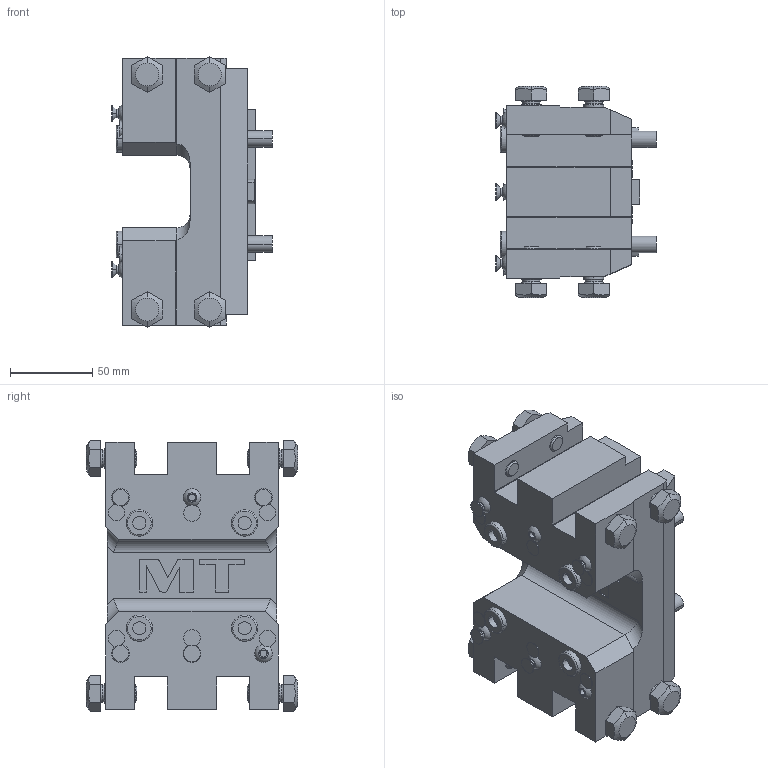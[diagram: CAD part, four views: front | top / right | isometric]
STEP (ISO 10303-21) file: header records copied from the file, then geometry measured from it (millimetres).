
FILE_DESCRIPTION((''),'2;1');
FILE_NAME('0762000_CONF','2023-03-28T08:26:12',('smalpassi'),('M.T. srl'),'CREO PARAMETRIC BY PTC INC, 2021072','CREO PARAMETRIC BY PTC INC, 2021072','');
FILE_SCHEMA(('CONFIG_CONTROL_DESIGN'));
Length unit declared in the file: millimetre
Products named in the file (1): 0762000_CONF
Bounding box: 97.6 x 128.6 x 164.94 mm (x, y, z)
Volume: 980760.2 mm3; surface area: 100108 mm2
Topology: 1 solids, 1 shells, 436 faces, 997 edges, 630 vertices
Faces by surface type: plane 200, cylinder 128, cone 72, torus 28, sphere 6, extrusion 2
Entity records: 13395 total; most frequent: CARTESIAN_POINT 3311, DIRECTION 2175, ORIENTED_EDGE 1994, EDGE_CURVE 997, AXIS2_PLACEMENT_3D 810, VERTEX_POINT 630, VECTOR 555, LINE 553
